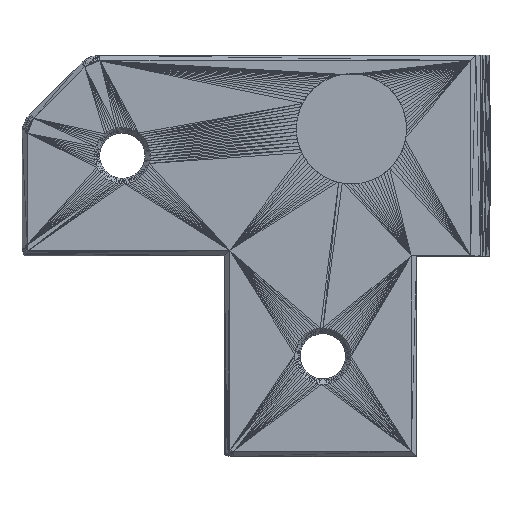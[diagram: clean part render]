
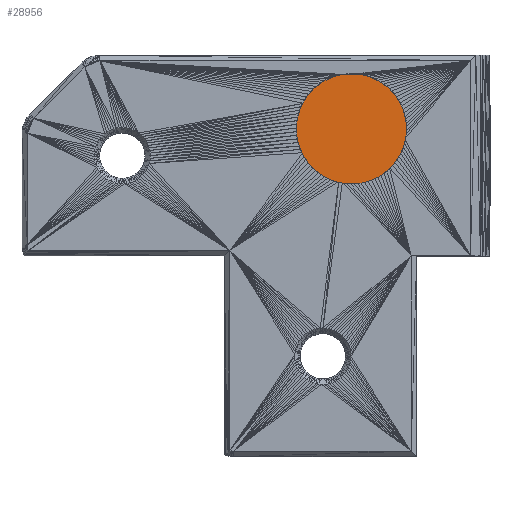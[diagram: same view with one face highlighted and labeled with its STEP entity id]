
A CAD part, top view. The second image highlights one B-rep face of the part: STEP entity #28956.
In plain terms, the highlighted planar face has unit normal (0, 0, 1).
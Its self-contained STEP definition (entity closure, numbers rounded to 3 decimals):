
#153=CIRCLE('',#31467,41.25);
#716=FACE_OUTER_BOUND('',#3072,.T.);
#3072=EDGE_LOOP('',(#20153));
#13247=VERTEX_POINT('',#44806);
#15340=EDGE_CURVE('',#13247,#13247,#153,.T.);
#20153=ORIENTED_EDGE('',*,*,#15340,.F.);
#26601=PLANE('',#31535);
#28956=ADVANCED_FACE('',(#716),#26601,.T.);
#31467=AXIS2_PLACEMENT_3D('',#44808,#35712,#35713);
#31535=AXIS2_PLACEMENT_3D('',#44941,#35848,#35849);
#35712=DIRECTION('center_axis',(0.,0.,
-1.));
#35713=DIRECTION('ref_axis',(-1.,0.,0.));
#35848=DIRECTION('center_axis',(0.,0.,
1.));
#35849=DIRECTION('ref_axis',(-1.,0.,0.));
#44806=CARTESIAN_POINT('',(627.648,575.085,-23.5));
#44808=CARTESIAN_POINT('Origin',(586.398,575.085,-23.5));
#44941=CARTESIAN_POINT('Origin',(531.411,550.212,-23.5));
